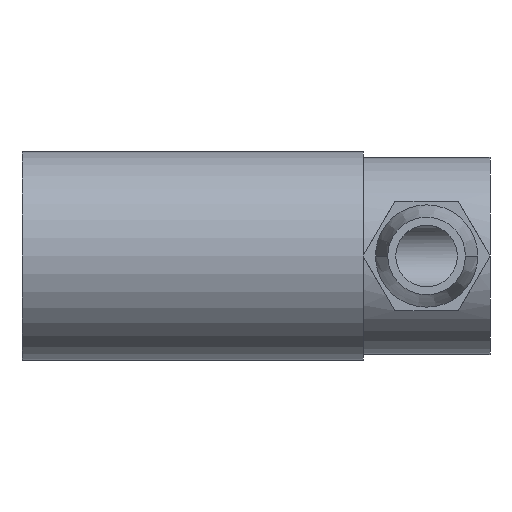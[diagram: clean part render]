
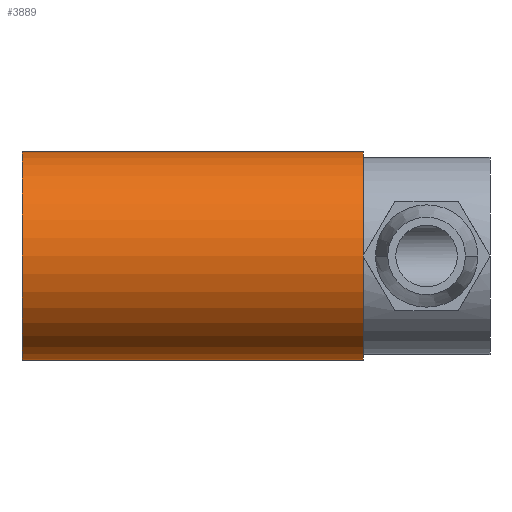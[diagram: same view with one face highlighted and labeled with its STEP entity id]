
A CAD part, front view. The second image highlights one B-rep face of the part: STEP entity #3889.
In plain terms, the highlighted cylindrical face has radius 8.5 mm (diameter 17 mm), a partial arc.
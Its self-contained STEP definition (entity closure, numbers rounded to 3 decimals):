
#29 = AXIS2_PLACEMENT_3D ( 'NONE', #1036, #7439, #5450 ) ;
#157 = CARTESIAN_POINT ( 'NONE',  ( 27.7, 0., 8.5 ) ) ;
#223 = LINE ( 'NONE', #8215, #594 ) ;
#594 = VECTOR ( 'NONE', #4770, 1000. ) ;
#799 = DIRECTION ( 'NONE',  ( -1., 0., 0. ) ) ;
#993 = AXIS2_PLACEMENT_3D ( 'NONE', #3900, #799, #1892 ) ;
#1036 = CARTESIAN_POINT ( 'NONE',  ( 27.7, 0., 0. ) ) ;
#1083 = LINE ( 'NONE', #8218, #4398 ) ;
#1171 = CARTESIAN_POINT ( 'NONE',  ( 27.7, 0., -8.5 ) ) ;
#1241 = ORIENTED_EDGE ( 'NONE', *, *, #6471, .T. ) ;
#1330 = EDGE_CURVE ( 'NONE', #4312, #2169, #1083, .T. ) ;
#1690 = CARTESIAN_POINT ( 'NONE',  ( 0., 0., 8.5 ) ) ;
#1892 = DIRECTION ( 'NONE',  ( 0., 0., 1. ) ) ;
#2032 = ORIENTED_EDGE ( 'NONE', *, *, #4679, .F. ) ;
#2045 = CYLINDRICAL_SURFACE ( 'NONE', #6891, 8.5 ) ;
#2121 = ORIENTED_EDGE ( 'NONE', *, *, #1330, .F. ) ;
#2169 = VERTEX_POINT ( 'NONE', #7094 ) ;
#2368 = DIRECTION ( 'NONE',  ( -1., 0., 0. ) ) ;
#2685 = VERTEX_POINT ( 'NONE', #1690 ) ;
#3889 = ADVANCED_FACE ( 'NONE', ( #7939 ), #2045, .T. ) ;
#3900 = CARTESIAN_POINT ( 'NONE',  ( 0., 0., 0. ) ) ;
#4016 = CARTESIAN_POINT ( 'NONE',  ( 0., 0., 0. ) ) ;
#4312 = VERTEX_POINT ( 'NONE', #1171 ) ;
#4398 = VECTOR ( 'NONE', #2368, 1000. ) ;
#4679 = EDGE_CURVE ( 'NONE', #2169, #2685, #7029, .T. ) ;
#4705 = DIRECTION ( 'NONE',  ( 0., 0., 1. ) ) ;
#4770 = DIRECTION ( 'NONE',  ( -1., 0., 0. ) ) ;
#4968 = CIRCLE ( 'NONE', #29, 8.5 ) ;
#5450 = DIRECTION ( 'NONE',  ( 0., 0., 1. ) ) ;
#5562 = EDGE_LOOP ( 'NONE', ( #2121, #1241, #6468, #2032 ) ) ;
#6468 = ORIENTED_EDGE ( 'NONE', *, *, #7383, .T. ) ;
#6471 = EDGE_CURVE ( 'NONE', #4312, #6644, #4968, .T. ) ;
#6644 = VERTEX_POINT ( 'NONE', #157 ) ;
#6891 = AXIS2_PLACEMENT_3D ( 'NONE', #4016, #7979, #4705 ) ;
#7029 = CIRCLE ( 'NONE', #993, 8.5 ) ;
#7094 = CARTESIAN_POINT ( 'NONE',  ( 0., 0., -8.5 ) ) ;
#7383 = EDGE_CURVE ( 'NONE', #6644, #2685, #223, .T. ) ;
#7439 = DIRECTION ( 'NONE',  ( -1., 0., 0. ) ) ;
#7939 = FACE_OUTER_BOUND ( 'NONE', #5562, .T. ) ;
#7979 = DIRECTION ( 'NONE',  ( -1., 0., 0. ) ) ;
#8215 = CARTESIAN_POINT ( 'NONE',  ( 0., 0., 8.5 ) ) ;
#8218 = CARTESIAN_POINT ( 'NONE',  ( 0., 0., -8.5 ) ) ;
